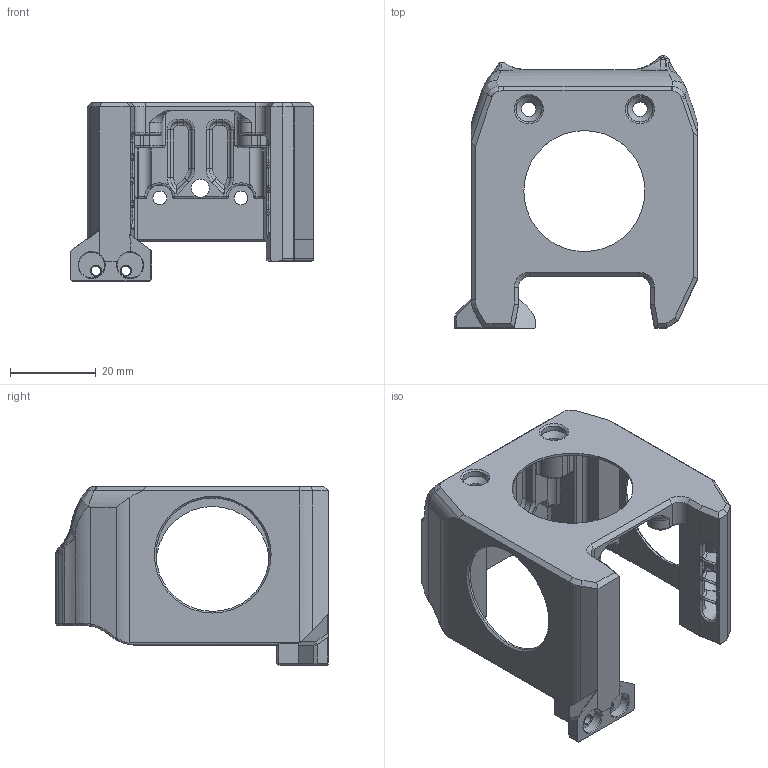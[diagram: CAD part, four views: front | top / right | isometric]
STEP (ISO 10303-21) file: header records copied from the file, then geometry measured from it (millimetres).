
FILE_DESCRIPTION(/* description */ (''),/* implementation_level */ '2;1');
FILE_NAME(/* name */ 'Mini-AB-LGX-Lite-Zero-Click.step',/* time_stamp */ '2022-10-28T14:04:42-07:00',/* author */ (''),/* organization */ (''),/* preprocessor_version */ 'ST-DEVELOPER v19.2',/* originating_system */ 'Autodesk Translation Framework v11.17.0.187',/* authorisation */ '');
FILE_SCHEMA (('AUTOMOTIVE_DESIGN { 1 0 10303 214 3 1 1 }'));
Products named in the file (2): Mini-After-LGX-lite_zero_click; cowling_universal_sls
Assembly tree (1 placements, depth 2):
  Mini-After-LGX-lite_zero_click
    cowling_universal_sls
Bounding box: 56.92 x 63.68 x 41.79 mm (x, y, z)
Volume: 23672.5 mm3; surface area: 20160.2 mm2
Topology: 1 solids, 2 shells, 787 faces, 2053 edges, 1208 vertices
Faces by surface type: bspline 250, cylinder 231, plane 190, torus 82, sphere 18, cone 16
Full cylindrical faces by diameter (mm): 2.2 x2, 3.2 x2, 3.4 x2, 4.2 x1, 6 x2, 6.05 x2, 7.2 x2, 8.2 x1, 26.5 x2, 28.3 x1
Entity records: 44067 total; most frequent: CARTESIAN_POINT 26320, ORIENTED_EDGE 4008, DIRECTION 3379, EDGE_CURVE 2004, AXIS2_PLACEMENT_3D 1332, VERTEX_POINT 1208, EDGE_LOOP 816, FACE_OUTER_BOUND 787
